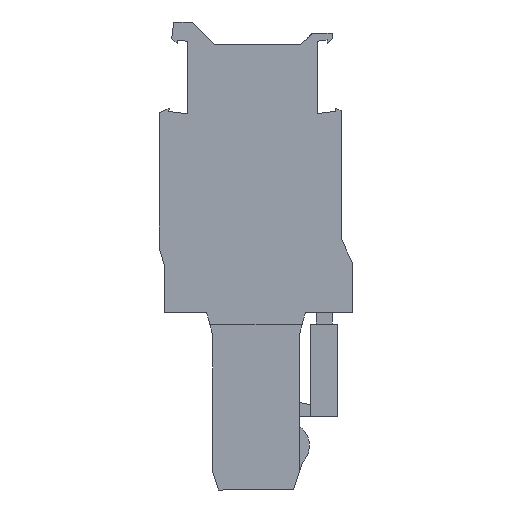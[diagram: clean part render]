
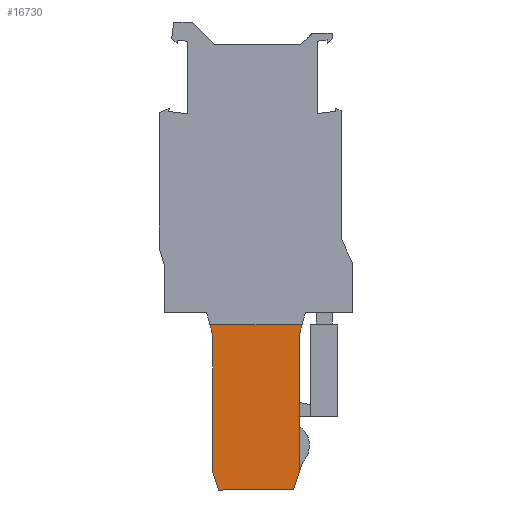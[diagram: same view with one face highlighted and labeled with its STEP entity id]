
A CAD part, left-side view. The second image highlights one B-rep face of the part: STEP entity #16730.
In plain terms, the highlighted face is planar.
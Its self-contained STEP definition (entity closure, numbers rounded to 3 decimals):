
#7590=CARTESIAN_POINT('',(4.05,-11.1,
0.7));
#7600=VERTEX_POINT('',#7590);
#7650=CARTESIAN_POINT('',(-9.579,29.788,
0.7));
#7660=DIRECTION('',(0.316,-0.949,
0.));
#7670=VECTOR('',#7660,1.);
#7680=LINE('',#7650,#7670);
#7690=CARTESIAN_POINT('',(3.55,-9.6,
0.7));
#7700=VERTEX_POINT('',#7690);
#7710=EDGE_CURVE('',#7700,#7600,#7680,.T.);
#8680=CARTESIAN_POINT('',(10.65,-11.1,
0.7));
#8690=VERTEX_POINT('',#8680);
#8740=CARTESIAN_POINT('',(13.686,-11.1,
0.7));
#8750=DIRECTION('',(1.,0.,0.));
#8760=VECTOR('',#8750,1.);
#8770=LINE('',#8740,#8760);
#8780=EDGE_CURVE('',#7600,#8690,#8770,.T.);
#13650=CARTESIAN_POINT('',(24.279,29.788,
0.7));
#13660=DIRECTION('',(0.316,0.949,
0.));
#13670=VECTOR('',#13660,1.);
#13680=LINE('',#13650,#13670);
#13690=CARTESIAN_POINT('',(11.15,-9.6,
0.7));
#13700=VERTEX_POINT('',#13690);
#13710=EDGE_CURVE('',#8690,#13700,#13680,.T.);
#14370=CARTESIAN_POINT('',(3.55,29.788,
0.7));
#14380=DIRECTION('',(0.,-1.,0.));
#14390=VECTOR('',#14380,1.);
#14400=LINE('',#14370,#14390);
#14410=CARTESIAN_POINT('',(3.55,-0.1,
0.7));
#14420=VERTEX_POINT('',#14410);
#14430=EDGE_CURVE('',#14420,#7700,#14400,.T.);
#15020=CARTESIAN_POINT('',(3.5,0.184,
0.7));
#15030=VERTEX_POINT('',#15020);
#15080=CARTESIAN_POINT('',(3.5,29.788,
0.7));
#15090=DIRECTION('',(0.,-1.,0.));
#15100=VECTOR('',#15090,1.);
#15110=LINE('',#15080,#15100);
#15120=CARTESIAN_POINT('',(3.5,2.673,
0.7));
#15130=VERTEX_POINT('',#15120);
#15140=EDGE_CURVE('',#15130,#15030,#15110,.T.);
#15460=CARTESIAN_POINT('',(-1.72,29.788,
0.7));
#15470=DIRECTION('',(0.174,-0.985,
0.));
#15480=VECTOR('',#15470,1.);
#15490=LINE('',#15460,#15480);
#15500=EDGE_CURVE('',#15030,#14420,#15490,.T.);
#15750=CARTESIAN_POINT('',(-3.765,29.788,
0.7));
#15760=DIRECTION('',(0.259,-0.966,
0.));
#15770=VECTOR('',#15760,1.);
#15780=LINE('',#15750,#15770);
#15790=CARTESIAN_POINT('',(3.292,3.45,
0.7));
#15800=VERTEX_POINT('',#15790);
#15810=EDGE_CURVE('',#15800,#15130,#15780,.T.);
#16210=CARTESIAN_POINT('',(17.55,3.45,
0.7));
#16220=DIRECTION('',(0.,0.,1.));
#16230=DIRECTION('',(0.,-1.,0.));
#16240=AXIS2_PLACEMENT_3D('',#16210,#16220,#16230);
#16250=PLANE('',#16240);
#16260=ORIENTED_EDGE('',*,*,#8780,.F.);
#16270=ORIENTED_EDGE('',*,*,#13710,.F.);
#16280=CARTESIAN_POINT('',(11.15,29.788,
0.7));
#16290=DIRECTION('',(0.,-1.,0.));
#16300=VECTOR('',#16290,1.);
#16310=LINE('',#16280,#16300);
#16320=CARTESIAN_POINT('',(11.15,-0.1,
0.7));
#16330=VERTEX_POINT('',#16320);
#16340=EDGE_CURVE('',#16330,#13700,#16310,.T.);
#16350=ORIENTED_EDGE('',*,*,#16340,.T.);
#16360=CARTESIAN_POINT('',(16.42,29.788,
0.7));
#16370=DIRECTION('',(0.174,0.985,
0.));
#16380=VECTOR('',#16370,1.);
#16390=LINE('',#16360,#16380);
#16400=CARTESIAN_POINT('',(11.2,0.184,
0.7));
#16410=VERTEX_POINT('',#16400);
#16420=EDGE_CURVE('',#16330,#16410,#16390,.T.);
#16430=ORIENTED_EDGE('',*,*,#16420,.F.);
#16440=CARTESIAN_POINT('',(11.2,29.788,
0.7));
#16450=DIRECTION('',(0.,1.,0.));
#16460=VECTOR('',#16450,1.);
#16470=LINE('',#16440,#16460);
#16480=CARTESIAN_POINT('',(11.2,2.673,
0.7));
#16490=VERTEX_POINT('',#16480);
#16500=EDGE_CURVE('',#16410,#16490,#16470,.T.);
#16510=ORIENTED_EDGE('',*,*,#16500,.F.);
#16520=CARTESIAN_POINT('',(18.465,29.788,
0.7));
#16530=DIRECTION('',(0.259,0.966,
0.));
#16540=VECTOR('',#16530,1.);
#16550=LINE('',#16520,#16540);
#16560=CARTESIAN_POINT('',(11.408,3.45,
0.7));
#16570=VERTEX_POINT('',#16560);
#16580=EDGE_CURVE('',#16490,#16570,#16550,.T.);
#16590=ORIENTED_EDGE('',*,*,#16580,.F.);
#16600=CARTESIAN_POINT('',(17.55,3.45,
0.7));
#16610=DIRECTION('',(-1.,0.,0.));
#16620=VECTOR('',#16610,1.);
#16630=LINE('',#16600,#16620);
#16640=EDGE_CURVE('',#16570,#15800,#16630,.T.);
#16650=ORIENTED_EDGE('',*,*,#16640,.F.);
#16660=ORIENTED_EDGE('',*,*,#15810,.F.);
#16670=ORIENTED_EDGE('',*,*,#15140,.F.);
#16680=ORIENTED_EDGE('',*,*,#15500,.F.);
#16690=ORIENTED_EDGE('',*,*,#14430,.F.);
#16700=ORIENTED_EDGE('',*,*,#7710,.F.);
#16710=EDGE_LOOP('',(#16700,#16690,#16680,#16670,#16660,#16650,#16590,
#16510,#16430,#16350,#16270,#16260));
#16720=FACE_OUTER_BOUND('',#16710,.T.);
#16730=ADVANCED_FACE('',(#16720),#16250,.F.);
